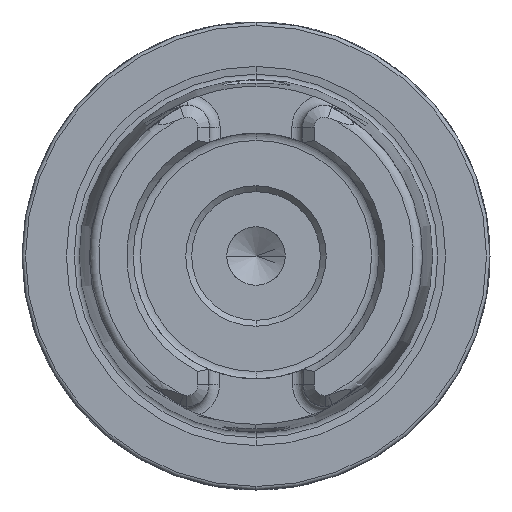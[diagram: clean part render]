
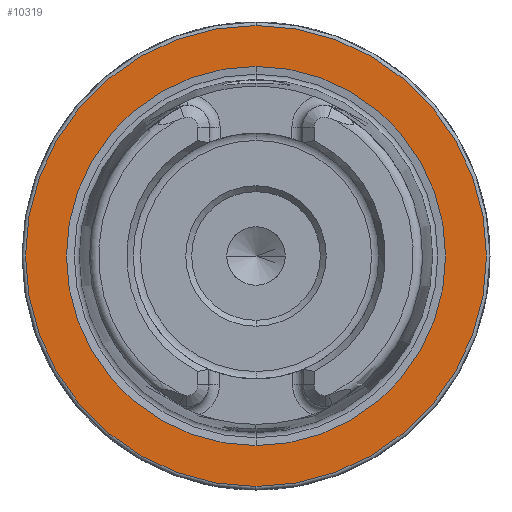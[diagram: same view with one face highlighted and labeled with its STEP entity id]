
A CAD part, left-side view. The second image highlights one B-rep face of the part: STEP entity #10319.
In plain terms, the highlighted planar face has unit normal (-1, 0, 0).
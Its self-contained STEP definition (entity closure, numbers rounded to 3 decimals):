
#399 = AXIS2_PLACEMENT_3D ( 'NONE', #4509, #4517, #4518 ) ;
#508 = AXIS2_PLACEMENT_3D ( 'NONE', #1285, #1286, #1287 ) ;
#511 = AXIS2_PLACEMENT_3D ( 'NONE', #1294, #1295, #1296 ) ;
#1285 = CARTESIAN_POINT ( 'NONE',  ( 0., 0., 0. ) ) ;
#1286 = DIRECTION ( 'NONE',  ( -1., 0., 0. ) ) ;
#1287 = DIRECTION ( 'NONE',  ( 0., 0., 1. ) ) ;
#1294 = CARTESIAN_POINT ( 'NONE',  ( 0., 0., 0. ) ) ;
#1295 = DIRECTION ( 'NONE',  ( -1., 0., 0. ) ) ;
#1296 = DIRECTION ( 'NONE',  ( 0., 0., 1. ) ) ;
#1566 = EDGE_CURVE ( 'NONE', #10485, #10486, #10184, .T. ) ;
#1567 = EDGE_CURVE ( 'NONE', #10488, #8944, #10185, .T. ) ;
#1637 = AXIS2_PLACEMENT_3D ( 'NONE', #2195, #2196, #2197 ) ;
#1638 = AXIS2_PLACEMENT_3D ( 'NONE', #2198, #2199, #2200 ) ;
#2195 = CARTESIAN_POINT ( 'NONE',  ( 0., 0., 0. ) ) ;
#2196 = DIRECTION ( 'NONE',  ( -1., 0., 0. ) ) ;
#2197 = DIRECTION ( 'NONE',  ( 0., 0., 1. ) ) ;
#2198 = CARTESIAN_POINT ( 'NONE',  ( 0., 0., 0. ) ) ;
#2199 = DIRECTION ( 'NONE',  ( -1., 0., 0. ) ) ;
#2200 = DIRECTION ( 'NONE',  ( 0., 0., 1. ) ) ;
#3296 = EDGE_CURVE ( 'NONE', #8944, #10488, #9332, .T. ) ;
#3300 = EDGE_CURVE ( 'NONE', #10486, #10485, #9341, .T. ) ;
#4509 = CARTESIAN_POINT ( 'NONE',  ( 0., 19.7, 0. ) ) ;
#4515 = PLANE ( 'NONE',  #399 ) ;
#4517 = DIRECTION ( 'NONE',  ( 1., 0., 0. ) ) ;
#4518 = DIRECTION ( 'NONE',  ( 0., 0., -1. ) ) ;
#4673 = CARTESIAN_POINT ( 'NONE',  ( 0., 0., -19.7 ) ) ;
#4674 = CARTESIAN_POINT ( 'NONE',  ( 0., 0., 19.7 ) ) ;
#4676 = CARTESIAN_POINT ( 'NONE',  ( 0., 0., 16.207 ) ) ;
#6240 = FACE_OUTER_BOUND ( 'NONE', #10025, .T. ) ;
#6243 = FACE_BOUND ( 'NONE', #10030, .T. ) ;
#7934 = ORIENTED_EDGE ( 'NONE', *, *, #1567, .F. ) ;
#7935 = ORIENTED_EDGE ( 'NONE', *, *, #3296, .F. ) ;
#7936 = ORIENTED_EDGE ( 'NONE', *, *, #3300, .T. ) ;
#7937 = ORIENTED_EDGE ( 'NONE', *, *, #1566, .T. ) ;
#8474 = CARTESIAN_POINT ( 'NONE',  ( 0., 0., -16.207 ) ) ;
#8944 = VERTEX_POINT ( 'NONE', #8474 ) ;
#9332 = CIRCLE ( 'NONE', #508, 16.207 ) ;
#9341 = CIRCLE ( 'NONE', #511, 19.7 ) ;
#10025 = EDGE_LOOP ( 'NONE', ( #7936, #7937 ) ) ;
#10030 = EDGE_LOOP ( 'NONE', ( #7934, #7935 ) ) ;
#10184 = CIRCLE ( 'NONE', #1637, 19.7 ) ;
#10185 = CIRCLE ( 'NONE', #1638, 16.207 ) ;
#10319 = ADVANCED_FACE ( 'NONE', ( #6243, #6240 ), #4515, .F. ) ;
#10485 = VERTEX_POINT ( 'NONE', #4673 ) ;
#10486 = VERTEX_POINT ( 'NONE', #4674 ) ;
#10488 = VERTEX_POINT ( 'NONE', #4676 ) ;
